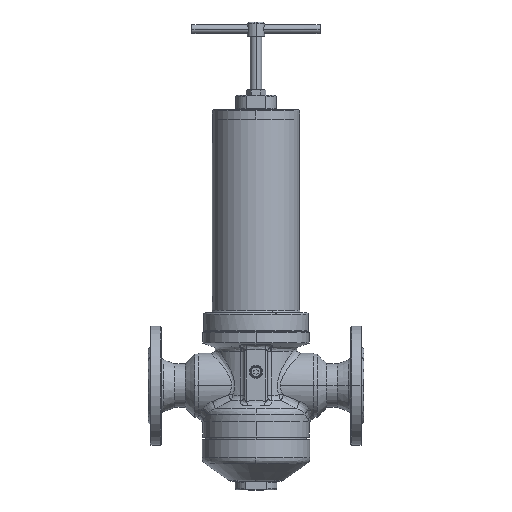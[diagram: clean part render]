
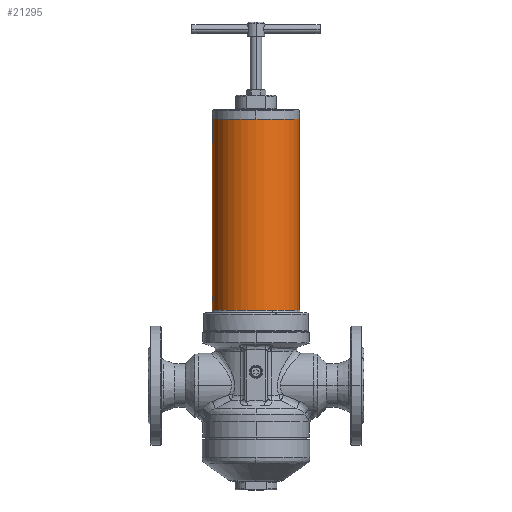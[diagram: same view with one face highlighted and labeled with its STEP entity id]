
A CAD part, top view. The second image highlights one B-rep face of the part: STEP entity #21295.
In plain terms, the highlighted cylindrical face has radius 60.5 mm (diameter 121 mm), a partial arc.
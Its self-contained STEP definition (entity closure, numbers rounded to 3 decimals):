
#440 = EDGE_CURVE ( 'NONE', #20695, #18765, #17950, .T. ) ;
#477 = DIRECTION ( 'NONE',  ( 0., 1., 0. ) ) ;
#651 = CARTESIAN_POINT ( 'NONE',  ( 0., 101.501, 0. ) ) ;
#865 = CARTESIAN_POINT ( 'NONE',  ( -60.393, 118.225, 3.594 ) ) ;
#951 = CARTESIAN_POINT ( 'NONE',  ( -60.498, 123.975, 0.526 ) ) ;
#1208 = FACE_OUTER_BOUND ( 'NONE', #22393, .T. ) ;
#1356 = EDGE_CURVE ( 'NONE', #13318, #21954, #11812, .T. ) ;
#1869 = ORIENTED_EDGE ( 'NONE', *, *, #440, .T. ) ;
#2340 = CARTESIAN_POINT ( 'NONE',  ( -60.467, 116.529, 2.003 ) ) ;
#2522 = CARTESIAN_POINT ( 'NONE',  ( -60.492, 123.873, 1.039 ) ) ;
#2564 = LINE ( 'NONE', #18165, #21671 ) ;
#2870 = CARTESIAN_POINT ( 'NONE',  ( -60.5, 116.001, 0. ) ) ;
#2967 = CARTESIAN_POINT ( 'NONE',  ( -60.475, 116.405, 1.77 ) ) ;
#3062 = CARTESIAN_POINT ( 'NONE',  ( -60.417, 122.441, 3.181 ) ) ;
#4028 = EDGE_CURVE ( 'NONE', #7873, #26259, #13348, .T. ) ;
#4176 = CARTESIAN_POINT ( 'NONE',  ( -60.5, 97.501, 0. ) ) ;
#4348 = CARTESIAN_POINT ( 'NONE',  ( -60.5, 101.501, 0. ) ) ;
#4600 = CARTESIAN_POINT ( 'NONE',  ( -60.401, 122.007, 3.47 ) ) ;
#5051 = DIRECTION ( 'NONE',  ( 0., -1., 0. ) ) ;
#5235 = CARTESIAN_POINT ( 'NONE',  ( -60.5, 124.001, 0.261 ) ) ;
#6124 = CARTESIAN_POINT ( 'NONE',  ( -60.5, 124.001, 0. ) ) ;
#6173 = ORIENTED_EDGE ( 'NONE', *, *, #19313, .T. ) ;
#6804 = CARTESIAN_POINT ( 'NONE',  ( -60.369, 120.527, 3.974 ) ) ;
#6994 = AXIS2_PLACEMENT_3D ( 'NONE', #11166, #19485, #13319 ) ;
#7334 = ORIENTED_EDGE ( 'NONE', *, *, #1356, .T. ) ;
#7873 = VERTEX_POINT ( 'NONE', #4348 ) ;
#7914 = DIRECTION ( 'NONE',  ( 1., 0., 0. ) ) ;
#8837 = CARTESIAN_POINT ( 'NONE',  ( -60.5, 116.001, 0.261 ) ) ;
#8931 = CARTESIAN_POINT ( 'NONE',  ( -60.451, 116.821, 2.44 ) ) ;
#9369 = CARTESIAN_POINT ( 'NONE',  ( -60.498, 116.026, 0.52 ) ) ;
#9496 = ORIENTED_EDGE ( 'NONE', *, *, #4028, .T. ) ;
#9857 = DIRECTION ( 'NONE',  ( 0., -1., 0. ) ) ;
#10217 = ORIENTED_EDGE ( 'NONE', *, *, #12324, .F. ) ;
#11121 = DIRECTION ( 'NONE',  ( 1., 0., 0. ) ) ;
#11166 = CARTESIAN_POINT ( 'NONE',  ( 0., 97.501, 0. ) ) ;
#11410 = CARTESIAN_POINT ( 'NONE',  ( -60.487, 116.205, 1.289 ) ) ;
#11812 = B_SPLINE_CURVE_WITH_KNOTS ( 'NONE', 3,
 ( #13595, #5235, #951, #2522, #15003, #17299, #15731, #19387, #23999, #15103, #3062, #4600, #23530, #17207, #25551, #6804, #25652, #25461, #21502, #21417, #21318, #865, #15636, #23357, #24085, #17840, #8931, #2340, #2967, #11410, #21956, #9369, #8837, #19296 ),
 .UNSPECIFIED., .F., .F.,
 ( 4, 2, 2, 2, 2, 2, 2, 2, 2, 2, 2, 2, 2, 2, 2, 2, 4 ),
 ( 0.019, 0.02, 0.02, 0.021, 0.022, 0.023, 0.023, 0.024, 0.025, 0.026, 0.027, 0.027, 0.028, 0.029, 0.03, 0.03, 0.031 ),
 .UNSPECIFIED. ) ;
#12324 = EDGE_CURVE ( 'NONE', #20695, #26259, #2564, .T. ) ;
#13100 = CYLINDRICAL_SURFACE ( 'NONE', #6994, 60.5 ) ;
#13318 = VERTEX_POINT ( 'NONE', #6124 ) ;
#13319 = DIRECTION ( 'NONE',  ( 1., 0., 0. ) ) ;
#13348 = CIRCLE ( 'NONE', #26727, 60.5 ) ;
#13595 = CARTESIAN_POINT ( 'NONE',  ( -60.5, 124.001, 0. ) ) ;
#14300 = DIRECTION ( 'NONE',  ( 0., -1., 0. ) ) ;
#15003 = CARTESIAN_POINT ( 'NONE',  ( -60.487, 123.797, 1.288 ) ) ;
#15103 = CARTESIAN_POINT ( 'NONE',  ( -60.425, 122.643, 3.015 ) ) ;
#15636 = CARTESIAN_POINT ( 'NONE',  ( -60.401, 117.995, 3.471 ) ) ;
#15731 = CARTESIAN_POINT ( 'NONE',  ( -60.467, 123.471, 2.007 ) ) ;
#16707 = CARTESIAN_POINT ( 'NONE',  ( 60.5, 370.501, 0. ) ) ;
#17043 = VECTOR ( 'NONE', #5051, 1000. ) ;
#17207 = CARTESIAN_POINT ( 'NONE',  ( -60.381, 121.289, 3.796 ) ) ;
#17299 = CARTESIAN_POINT ( 'NONE',  ( -60.475, 123.596, 1.772 ) ) ;
#17840 = CARTESIAN_POINT ( 'NONE',  ( -60.443, 116.986, 2.642 ) ) ;
#17950 = CIRCLE ( 'NONE', #26205, 60.5 ) ;
#18019 = CARTESIAN_POINT ( 'NONE',  ( 60.5, 101.501, 0. ) ) ;
#18077 = LINE ( 'NONE', #4176, #22261 ) ;
#18165 = CARTESIAN_POINT ( 'NONE',  ( 60.5, 97.501, 0. ) ) ;
#18765 = VERTEX_POINT ( 'NONE', #20122 ) ;
#19296 = CARTESIAN_POINT ( 'NONE',  ( -60.5, 116.001, 0. ) ) ;
#19313 = EDGE_CURVE ( 'NONE', #21954, #7873, #18077, .T. ) ;
#19387 = CARTESIAN_POINT ( 'NONE',  ( -60.451, 123.181, 2.44 ) ) ;
#19485 = DIRECTION ( 'NONE',  ( 0., -1., 0. ) ) ;
#19974 = EDGE_CURVE ( 'NONE', #18765, #13318, #22628, .T. ) ;
#20122 = CARTESIAN_POINT ( 'NONE',  ( -60.5, 370.501, 0. ) ) ;
#20695 = VERTEX_POINT ( 'NONE', #16707 ) ;
#20910 = DIRECTION ( 'NONE',  ( 0., -1., 0. ) ) ;
#21295 = ADVANCED_FACE ( 'NONE', ( #1208 ), #13100, .T. ) ;
#21318 = CARTESIAN_POINT ( 'NONE',  ( -60.381, 118.709, 3.795 ) ) ;
#21417 = CARTESIAN_POINT ( 'NONE',  ( -60.376, 118.963, 3.872 ) ) ;
#21502 = CARTESIAN_POINT ( 'NONE',  ( -60.369, 119.474, 3.974 ) ) ;
#21671 = VECTOR ( 'NONE', #14300, 1000. ) ;
#21954 = VERTEX_POINT ( 'NONE', #2870 ) ;
#21956 = CARTESIAN_POINT ( 'NONE',  ( -60.492, 116.129, 1.037 ) ) ;
#22261 = VECTOR ( 'NONE', #20910, 1000. ) ;
#22393 = EDGE_LOOP ( 'NONE', ( #1869, #26962, #7334, #6173, #9496, #10217 ) ) ;
#22622 = CARTESIAN_POINT ( 'NONE',  ( 0., 370.501, 0. ) ) ;
#22628 = LINE ( 'NONE', #26187, #17043 ) ;
#23357 = CARTESIAN_POINT ( 'NONE',  ( -60.417, 117.561, 3.18 ) ) ;
#23530 = CARTESIAN_POINT ( 'NONE',  ( -60.393, 121.774, 3.595 ) ) ;
#23999 = CARTESIAN_POINT ( 'NONE',  ( -60.443, 123.016, 2.642 ) ) ;
#24085 = CARTESIAN_POINT ( 'NONE',  ( -60.425, 117.355, 3.011 ) ) ;
#25461 = CARTESIAN_POINT ( 'NONE',  ( -60.368, 119.734, 4. ) ) ;
#25551 = CARTESIAN_POINT ( 'NONE',  ( -60.376, 121.04, 3.872 ) ) ;
#25652 = CARTESIAN_POINT ( 'NONE',  ( -60.368, 120.262, 4. ) ) ;
#26187 = CARTESIAN_POINT ( 'NONE',  ( -60.5, 97.501, 0. ) ) ;
#26205 = AXIS2_PLACEMENT_3D ( 'NONE', #22622, #9857, #7914 ) ;
#26259 = VERTEX_POINT ( 'NONE', #18019 ) ;
#26727 = AXIS2_PLACEMENT_3D ( 'NONE', #651, #477, #11121 ) ;
#26962 = ORIENTED_EDGE ( 'NONE', *, *, #19974, .T. ) ;
